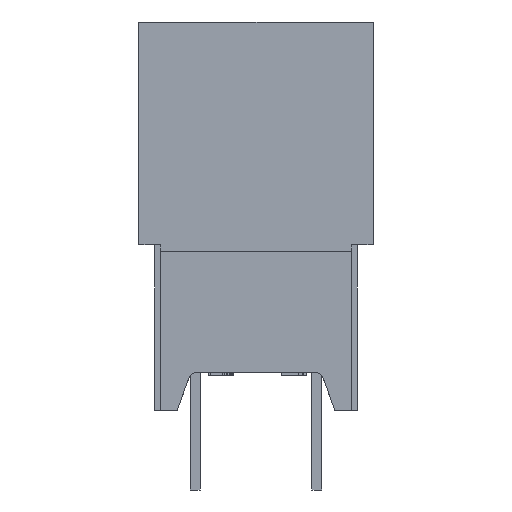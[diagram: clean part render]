
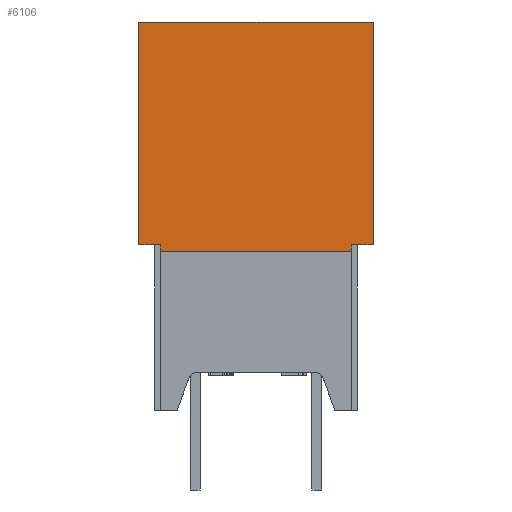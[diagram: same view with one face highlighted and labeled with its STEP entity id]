
A CAD part, left-side view. The second image highlights one B-rep face of the part: STEP entity #6106.
In plain terms, the highlighted planar face has unit normal (-1, 0, 0).
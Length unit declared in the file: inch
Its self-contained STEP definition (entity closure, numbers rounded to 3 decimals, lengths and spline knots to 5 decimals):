
#229=FACE_OUTER_BOUND('',#572,.T.);
#572=EDGE_LOOP('',(#3810,#3811,#3812,#3813,#3814,#3815,#3816,#3817));
#982=LINE('',#8534,#1706);
#983=LINE('',#8536,#1707);
#984=LINE('',#8538,#1708);
#985=LINE('',#8540,#1709);
#986=LINE('',#8542,#1710);
#987=LINE('',#8544,#1711);
#988=LINE('',#8546,#1712);
#989=LINE('',#8547,#1713);
#1706=VECTOR('',#6918,0.034);
#1707=VECTOR('',#6919,0.35);
#1708=VECTOR('',#6920,0.368);
#1709=VECTOR('',#6921,0.35);
#1710=VECTOR('',#6922,0.034);
#1711=VECTOR('',#6923,0.01);
#1712=VECTOR('',#6924,0.3);
#1713=VECTOR('',#6925,0.01);
#2430=VERTEX_POINT('',#8532);
#2431=VERTEX_POINT('',#8533);
#2432=VERTEX_POINT('',#8535);
#2433=VERTEX_POINT('',#8537);
#2434=VERTEX_POINT('',#8539);
#2435=VERTEX_POINT('',#8541);
#2436=VERTEX_POINT('',#8543);
#2437=VERTEX_POINT('',#8545);
#2983=EDGE_CURVE('',#2430,#2431,#982,.T.);
#2984=EDGE_CURVE('',#2432,#2431,#983,.T.);
#2985=EDGE_CURVE('',#2433,#2432,#984,.T.);
#2986=EDGE_CURVE('',#2434,#2433,#985,.T.);
#2987=EDGE_CURVE('',#2434,#2435,#986,.T.);
#2988=EDGE_CURVE('',#2435,#2436,#987,.T.);
#2989=EDGE_CURVE('',#2437,#2436,#988,.T.);
#2990=EDGE_CURVE('',#2430,#2437,#989,.T.);
#3810=ORIENTED_EDGE('',*,*,#2983,.T.);
#3811=ORIENTED_EDGE('',*,*,#2984,.F.);
#3812=ORIENTED_EDGE('',*,*,#2985,.F.);
#3813=ORIENTED_EDGE('',*,*,#2986,.F.);
#3814=ORIENTED_EDGE('',*,*,#2987,.T.);
#3815=ORIENTED_EDGE('',*,*,#2988,.T.);
#3816=ORIENTED_EDGE('',*,*,#2989,.F.);
#3817=ORIENTED_EDGE('',*,*,#2990,.F.);
#5464=PLANE('',#6469);
#6106=ADVANCED_FACE('',(#229),#5464,.F.);
#6469=AXIS2_PLACEMENT_3D('',#8531,#6916,#6917);
#6916=DIRECTION('center_axis',(1.,0.,0.));
#6917=DIRECTION('ref_axis',(0.,0.,-1.));
#6918=DIRECTION('',(0.,-1.,0.));
#6919=DIRECTION('',(0.,0.,-1.));
#6920=DIRECTION('',(0.,-1.,0.));
#6921=DIRECTION('',(0.,0.,1.));
#6922=DIRECTION('',(0.,-1.,0.));
#6923=DIRECTION('',(0.,0.,-1.));
#6924=DIRECTION('',(0.,1.,0.));
#6925=DIRECTION('',(0.,0.,-1.));
#8531=CARTESIAN_POINT('Origin',(-0.88,0.,0.));
#8532=CARTESIAN_POINT('',(-0.88,-0.15,-0.35));
#8533=CARTESIAN_POINT('',(-0.88,-0.184,-0.35));
#8534=CARTESIAN_POINT('',(-0.88,-0.15,-0.35));
#8535=CARTESIAN_POINT('',(-0.88,-0.184,0.));
#8536=CARTESIAN_POINT('',(-0.88,-0.184,0.));
#8537=CARTESIAN_POINT('',(-0.88,0.184,0.));
#8538=CARTESIAN_POINT('',(-0.88,0.184,0.));
#8539=CARTESIAN_POINT('',(-0.88,0.184,-0.35));
#8540=CARTESIAN_POINT('',(-0.88,0.184,-0.35));
#8541=CARTESIAN_POINT('',(-0.88,0.15,-0.35));
#8542=CARTESIAN_POINT('',(-0.88,0.184,-0.35));
#8543=CARTESIAN_POINT('',(-0.88,0.15,-0.36));
#8544=CARTESIAN_POINT('',(-0.88,0.15,-0.35));
#8545=CARTESIAN_POINT('',(-0.88,-0.15,-0.36));
#8546=CARTESIAN_POINT('',(-0.88,-0.15,-0.36));
#8547=CARTESIAN_POINT('',(-0.88,-0.15,-0.35));
